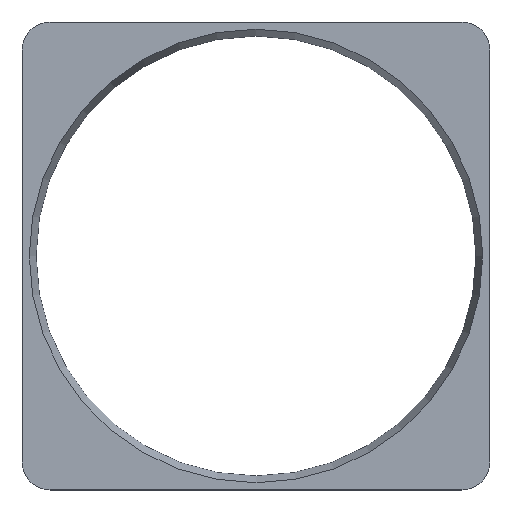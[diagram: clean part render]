
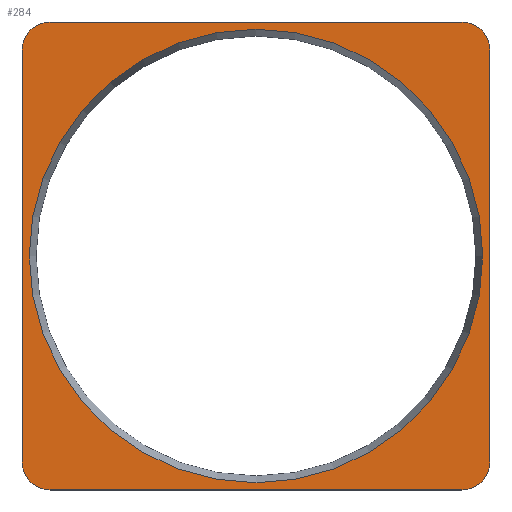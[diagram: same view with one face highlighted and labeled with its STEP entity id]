
A CAD part, top view. The second image highlights one B-rep face of the part: STEP entity #284.
In plain terms, the highlighted planar face has unit normal (0, 0, 1).
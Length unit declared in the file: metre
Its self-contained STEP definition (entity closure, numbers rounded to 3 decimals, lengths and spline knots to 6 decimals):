
#15=CIRCLE('',#320,0.024228);
#16=CIRCLE('',#321,0.003);
#17=CIRCLE('',#322,0.003);
#18=CIRCLE('',#323,0.003);
#19=CIRCLE('',#324,0.003);
#59=ORIENTED_EDGE('',*,*,#129,.T.);
#60=ORIENTED_EDGE('',*,*,#117,.T.);
#61=ORIENTED_EDGE('',*,*,#130,.T.);
#62=ORIENTED_EDGE('',*,*,#119,.T.);
#63=ORIENTED_EDGE('',*,*,#131,.T.);
#64=ORIENTED_EDGE('',*,*,#125,.F.);
#65=ORIENTED_EDGE('',*,*,#132,.T.);
#66=ORIENTED_EDGE('',*,*,#113,.F.);
#67=ORIENTED_EDGE('',*,*,#133,.T.);
#113=EDGE_CURVE('',#148,#149,#175,.T.);
#117=EDGE_CURVE('',#153,#152,#179,.T.);
#119=EDGE_CURVE('',#154,#155,#181,.T.);
#125=EDGE_CURVE('',#160,#161,#187,.T.);
#129=EDGE_CURVE('',#164,#164,#15,.F.);
#130=EDGE_CURVE('',#152,#154,#16,.T.);
#131=EDGE_CURVE('',#155,#161,#17,.T.);
#132=EDGE_CURVE('',#160,#149,#18,.T.);
#133=EDGE_CURVE('',#148,#153,#19,.T.);
#148=VERTEX_POINT('',#453);
#149=VERTEX_POINT('',#455);
#152=VERTEX_POINT('',#462);
#153=VERTEX_POINT('',#464);
#154=VERTEX_POINT('',#468);
#155=VERTEX_POINT('',#469);
#160=VERTEX_POINT('',#480);
#161=VERTEX_POINT('',#482);
#164=VERTEX_POINT('',#491);
#175=LINE('',#454,#191);
#179=LINE('',#463,#195);
#181=LINE('',#467,#197);
#187=LINE('',#481,#203);
#191=VECTOR('',#357,1.);
#195=VECTOR('',#363,1.);
#197=VECTOR('',#367,1.);
#203=VECTOR('',#375,1.);
#211=EDGE_LOOP('',(#59));
#212=EDGE_LOOP('',(#60,#61,#62,#63,#64,#65,#66,#67));
#243=FACE_BOUND('',#211,.T.);
#244=FACE_BOUND('',#212,.T.);
#273=PLANE('',#319);
#284=ADVANCED_FACE('',(#243,#244),#273,.T.);
#319=AXIS2_PLACEMENT_3D('',#489,#383,#384);
#320=AXIS2_PLACEMENT_3D('',#490,#385,#386);
#321=AXIS2_PLACEMENT_3D('',#492,#387,#388);
#322=AXIS2_PLACEMENT_3D('',#493,#389,#390);
#323=AXIS2_PLACEMENT_3D('',#494,#391,#392);
#324=AXIS2_PLACEMENT_3D('',#495,#393,#394);
#357=DIRECTION('',(0.,-1.,0.));
#363=DIRECTION('',(-1.,0.,0.));
#367=DIRECTION('',(0.,-1.,0.));
#375=DIRECTION('',(-1.,0.,0.));
#383=DIRECTION('',(0.,0.,1.));
#384=DIRECTION('',(1.,0.,0.));
#385=DIRECTION('',(0.,0.,1.));
#386=DIRECTION('',(1.,0.,0.));
#387=DIRECTION('',(0.,0.,1.));
#388=DIRECTION('',(1.,0.,0.));
#389=DIRECTION('',(0.,0.,1.));
#390=DIRECTION('',(1.,0.,0.));
#391=DIRECTION('',(0.,0.,1.));
#392=DIRECTION('',(1.,0.,0.));
#393=DIRECTION('',(0.,0.,1.));
#394=DIRECTION('',(1.,0.,0.));
#453=CARTESIAN_POINT('',(0.024,-0.076,0.095));
#454=CARTESIAN_POINT('',(0.024,-0.098,0.095));
#455=CARTESIAN_POINT('',(0.024,-0.12,0.095));
#462=CARTESIAN_POINT('',(-0.023,-0.073,0.095));
#463=CARTESIAN_POINT('',(-0.001,-0.073,0.095));
#464=CARTESIAN_POINT('',(0.021,-0.073,0.095));
#467=CARTESIAN_POINT('',(-0.026,-0.098,0.095));
#468=CARTESIAN_POINT('',(-0.026,-0.076,0.095));
#469=CARTESIAN_POINT('',(-0.026,-0.12,0.095));
#480=CARTESIAN_POINT('',(0.021,-0.123,0.095));
#481=CARTESIAN_POINT('',(-0.001,-0.123,0.095));
#482=CARTESIAN_POINT('',(-0.023,-0.123,0.095));
#489=CARTESIAN_POINT('',(-0.001,-0.0905,0.095));
#490=CARTESIAN_POINT('',(-0.001,-0.098,0.095));
#491=CARTESIAN_POINT('',(0.023228,-0.098,0.095));
#492=CARTESIAN_POINT('',(-0.023,-0.076,0.095));
#493=CARTESIAN_POINT('',(-0.023,-0.12,0.095));
#494=CARTESIAN_POINT('',(0.021,-0.12,0.095));
#495=CARTESIAN_POINT('',(0.021,-0.076,0.095));
